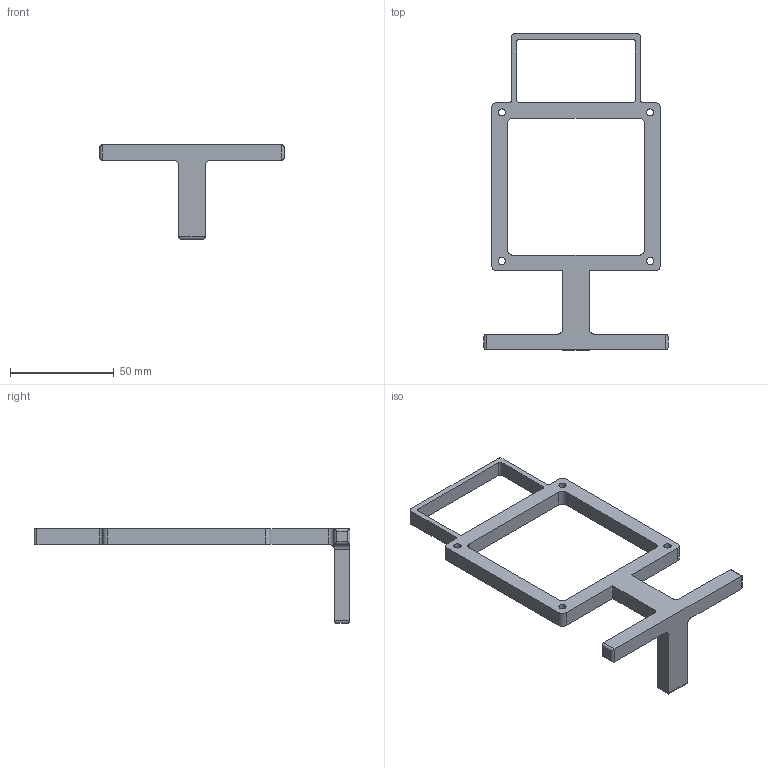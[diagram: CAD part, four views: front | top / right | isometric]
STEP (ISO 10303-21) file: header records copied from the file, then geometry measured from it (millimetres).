
FILE_DESCRIPTION(/* description */ (''),/* implementation_level */ '2;1');
FILE_NAME(/* name */ 'Fan and Sensor Holder.step',/* time_stamp */ '2023-12-14T15:31:29-05:00',/* author */ (''),/* organization */ (''),/* preprocessor_version */ 'ST-DEVELOPER v20',/* originating_system */ 'Autodesk Translation Framework v12.14.0.127',/* authorisation */ '');
FILE_SCHEMA (('AUTOMOTIVE_DESIGN { 1 0 10303 214 3 1 1 }'));
Length unit declared in the file: inch
Products named in the file (2): Fan and Sensor Holder; Component1
Assembly tree (1 placements, depth 2):
  Fan and Sensor Holder
    Component1
Bounding box: 88.9 x 152.4 x 45.72 mm (x, y, z)
Volume: 30977 mm3; surface area: 17048.1 mm2
Topology: 1 solids, 1 shells, 74 faces, 199 edges, 126 vertices
Faces by surface type: cylinder 39, plane 33, cone 2
Full cylindrical faces by diameter (mm): 3.175 x2, 3.454 x4
Entity records: 2378 total; most frequent: DIRECTION 417, CARTESIAN_POINT 400, ORIENTED_EDGE 394, EDGE_CURVE 197, AXIS2_PLACEMENT_3D 143, LINE 131, VECTOR 131, VERTEX_POINT 126
